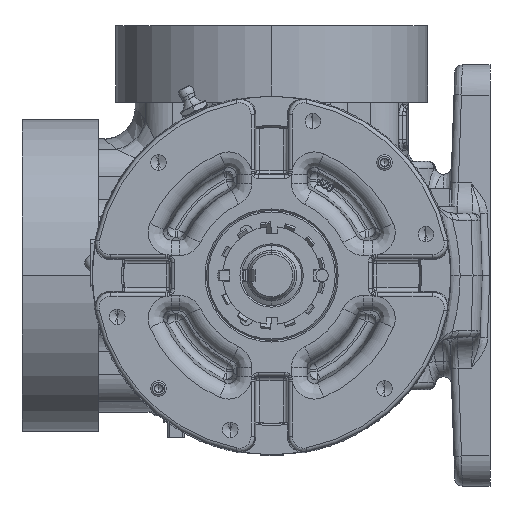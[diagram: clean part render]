
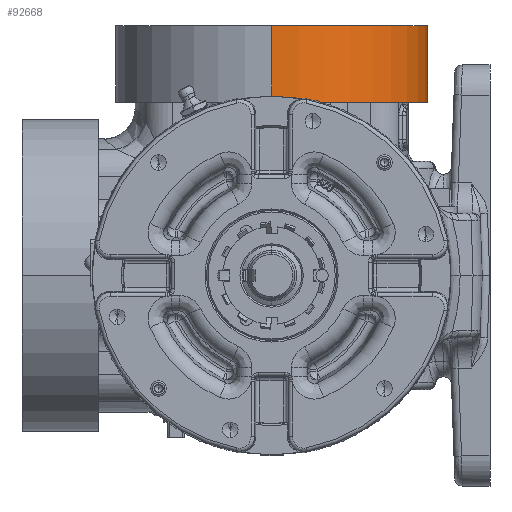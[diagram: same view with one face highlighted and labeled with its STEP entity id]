
A CAD part, left-side view. The second image highlights one B-rep face of the part: STEP entity #92668.
In plain terms, the highlighted cylindrical face has radius 63.5 mm (diameter 127 mm), a partial arc.
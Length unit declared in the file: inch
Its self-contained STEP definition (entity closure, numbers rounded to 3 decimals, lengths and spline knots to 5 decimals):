
#1730 = EDGE_CURVE ( 'NONE', #78901, #99245, #92483, .T. ) ;
#14196 = CIRCLE ( 'NONE', #49723, 2.5 ) ;
#14812 = EDGE_CURVE ( 'NONE', #99245, #34060, #106545, .T. ) ;
#16131 = CARTESIAN_POINT ( 'NONE',  ( -0.665, 0., 4. ) ) ;
#19550 = DIRECTION ( 'NONE',  ( 0., 0., -1. ) ) ;
#22106 = AXIS2_PLACEMENT_3D ( 'NONE', #22692, #135916, #25425 ) ;
#22692 = CARTESIAN_POINT ( 'NONE',  ( 1.835, 0., 2.08502 ) ) ;
#25425 = DIRECTION ( 'NONE',  ( -1., 0., 0. ) ) ;
#31490 = VERTEX_POINT ( 'NONE', #16131 ) ;
#34060 = VERTEX_POINT ( 'NONE', #172800 ) ;
#34392 = CARTESIAN_POINT ( 'NONE',  ( 1.835, 0., 4. ) ) ;
#47060 = CARTESIAN_POINT ( 'NONE',  ( 4.335, 0., 2.08502 ) ) ;
#49314 = EDGE_LOOP ( 'NONE', ( #172041, #52215, #149496, #161275 ) ) ;
#49723 = AXIS2_PLACEMENT_3D ( 'NONE', #34392, #19550, #90079 ) ;
#52215 = ORIENTED_EDGE ( 'NONE', *, *, #77732, .T. ) ;
#52981 = VECTOR ( 'NONE', #167629, 39.37008 ) ;
#58647 = EDGE_CURVE ( 'NONE', #31490, #34060, #179693, .T. ) ;
#65646 = CARTESIAN_POINT ( 'NONE',  ( -0.665, 0., 2.08502 ) ) ;
#66984 = DIRECTION ( 'NONE',  ( -1., 0., 0. ) ) ;
#67911 = DIRECTION ( 'NONE',  ( 0., 0., -1. ) ) ;
#71042 = AXIS2_PLACEMENT_3D ( 'NONE', #169847, #67911, #66984 ) ;
#77732 = EDGE_CURVE ( 'NONE', #78901, #31490, #14196, .T. ) ;
#78901 = VERTEX_POINT ( 'NONE', #182058 ) ;
#90079 = DIRECTION ( 'NONE',  ( -1., 0., 0. ) ) ;
#92483 = LINE ( 'NONE', #47060, #176346 ) ;
#92668 = ADVANCED_FACE ( 'Defeatured_0_3427', ( #93223 ), #149827, .T. ) ;
#93223 = FACE_OUTER_BOUND ( 'NONE', #49314, .T. ) ;
#99245 = VERTEX_POINT ( 'NONE', #178614 ) ;
#106545 = CIRCLE ( 'NONE', #71042, 2.5 ) ;
#135916 = DIRECTION ( 'NONE',  ( 0., 0., -1. ) ) ;
#149496 = ORIENTED_EDGE ( 'NONE', *, *, #58647, .T. ) ;
#149827 = CYLINDRICAL_SURFACE ( 'NONE', #22106, 2.5 ) ;
#161275 = ORIENTED_EDGE ( 'NONE', *, *, #14812, .F. ) ;
#167629 = DIRECTION ( 'NONE',  ( 0., 0., -1. ) ) ;
#169847 = CARTESIAN_POINT ( 'NONE',  ( 1.835, 0., 2.78 ) ) ;
#172041 = ORIENTED_EDGE ( 'NONE', *, *, #1730, .F. ) ;
#172800 = CARTESIAN_POINT ( 'NONE',  ( -0.665, 0., 2.78 ) ) ;
#176346 = VECTOR ( 'NONE', #177803, 39.37008 ) ;
#177803 = DIRECTION ( 'NONE',  ( 0., 0., -1. ) ) ;
#178614 = CARTESIAN_POINT ( 'NONE',  ( 4.335, 0., 2.78 ) ) ;
#179693 = LINE ( 'NONE', #65646, #52981 ) ;
#182058 = CARTESIAN_POINT ( 'NONE',  ( 4.335, 0., 4. ) ) ;
